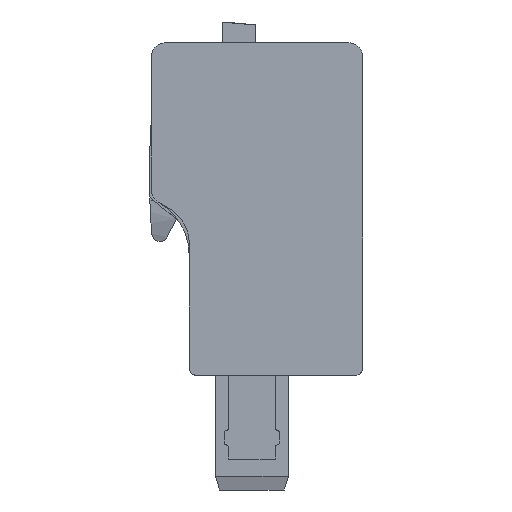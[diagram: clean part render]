
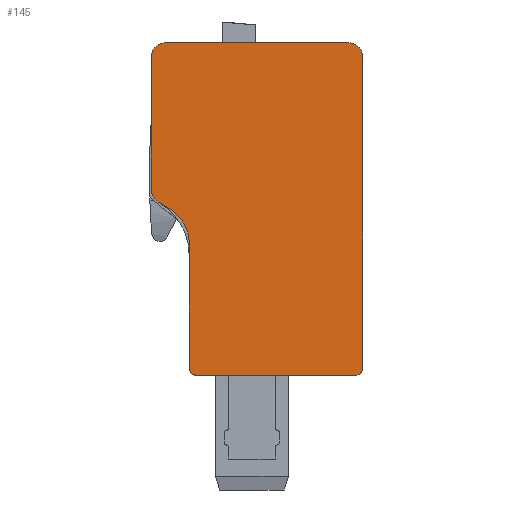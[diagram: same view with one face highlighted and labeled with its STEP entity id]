
A CAD part, left-side view. The second image highlights one B-rep face of the part: STEP entity #145.
In plain terms, the highlighted planar face has unit normal (-1, 0, 0).
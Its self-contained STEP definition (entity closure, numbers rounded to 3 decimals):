
#34=AXIS2_PLACEMENT_3D('Plane Axis2P3D',#31,#32,#33) ;
#31=CARTESIAN_POINT('Axis2P3D Location',(0.,22.3,-9.2)) ;
#36=CARTESIAN_POINT('Line Origine',(0.,7.925,0.)) ;
#40=CARTESIAN_POINT('Vertex',(0.,12.35,0.)) ;
#42=CARTESIAN_POINT('Vertex',(0.,0.75,0.)) ;
#46=CARTESIAN_POINT('Control Point',(0.,0.75,0.)) ;
#47=CARTESIAN_POINT('Control Point',(0.,0.554,0.)) ;
#48=CARTESIAN_POINT('Control Point',(0.,0.355,0.105)) ;
#49=CARTESIAN_POINT('Control Point',(0.,0.25,0.304)) ;
#50=CARTESIAN_POINT('Control Point',(0.,0.25,0.5)) ;
#51=CARTESIAN_POINT('Vertex',(0.,0.25,0.5)) ;
#54=CARTESIAN_POINT('Line Origine',(0.,0.25,11.325)) ;
#58=CARTESIAN_POINT('Vertex',(0.,0.25,23.15)) ;
#62=CARTESIAN_POINT('Control Point',(0.,0.25,23.15)) ;
#63=CARTESIAN_POINT('Control Point',(0.,0.25,23.543)) ;
#64=CARTESIAN_POINT('Control Point',(0.,0.46,23.94)) ;
#65=CARTESIAN_POINT('Control Point',(0.,0.857,24.15)) ;
#66=CARTESIAN_POINT('Control Point',(0.,1.25,24.15)) ;
#67=CARTESIAN_POINT('Vertex',(0.,1.25,24.15)) ;
#70=CARTESIAN_POINT('Line Origine',(0.,7.925,24.15)) ;
#74=CARTESIAN_POINT('Vertex',(0.,14.6,24.15)) ;
#78=CARTESIAN_POINT('Control Point',(0.,14.6,24.15)) ;
#79=CARTESIAN_POINT('Control Point',(0.,14.992,24.15)) ;
#80=CARTESIAN_POINT('Control Point',(0.,15.388,23.942)) ;
#81=CARTESIAN_POINT('Control Point',(0.,15.598,23.546)) ;
#82=CARTESIAN_POINT('Control Point',(0.,15.6,23.154)) ;
#83=CARTESIAN_POINT('Vertex',(0.,15.6,23.154)) ;
#86=CARTESIAN_POINT('Line Origine',(0.,15.6,11.325)) ;
#90=CARTESIAN_POINT('Vertex',(0.,15.6,13.447)) ;
#94=CARTESIAN_POINT('Control Point',(0.,15.6,13.447)) ;
#95=CARTESIAN_POINT('Control Point',(0.,15.6,13.185)) ;
#96=CARTESIAN_POINT('Control Point',(0.,15.508,12.923)) ;
#97=CARTESIAN_POINT('Control Point',(0.,15.327,12.712)) ;
#98=CARTESIAN_POINT('Control Point',(0.,15.1,12.581)) ;
#99=CARTESIAN_POINT('Vertex',(0.,15.1,12.581)) ;
#103=CARTESIAN_POINT('Control Point',(0.,15.1,12.581)) ;
#104=CARTESIAN_POINT('Control Point',(0.,14.35,12.148)) ;
#105=CARTESIAN_POINT('Vertex',(0.,14.35,12.148)) ;
#109=CARTESIAN_POINT('Control Point',(0.,12.85,9.55)) ;
#110=CARTESIAN_POINT('Control Point',(0.,12.85,10.335)) ;
#111=CARTESIAN_POINT('Control Point',(0.,13.125,11.123)) ;
#112=CARTESIAN_POINT('Control Point',(0.,13.67,11.755)) ;
#113=CARTESIAN_POINT('Control Point',(0.,14.35,12.148)) ;
#114=CARTESIAN_POINT('Vertex',(0.,12.85,9.55)) ;
#117=CARTESIAN_POINT('Line Origine',(0.,12.85,11.325)) ;
#121=CARTESIAN_POINT('Vertex',(0.,12.85,0.5)) ;
#125=CARTESIAN_POINT('Control Point',(0.,12.85,0.5)) ;
#126=CARTESIAN_POINT('Control Point',(0.,12.85,0.304)) ;
#127=CARTESIAN_POINT('Control Point',(0.,12.745,0.105)) ;
#128=CARTESIAN_POINT('Control Point',(0.,12.546,0.)) ;
#129=CARTESIAN_POINT('Control Point',(0.,12.35,0.)) ;
#32=DIRECTION('Axis2P3D Direction',(-1.,0.,0.)) ;
#33=DIRECTION('Axis2P3D XDirection',(0.,-1.,0.)) ;
#37=DIRECTION('Vector Direction',(0.,-1.,0.)) ;
#55=DIRECTION('Vector Direction',(0.,0.,1.)) ;
#71=DIRECTION('Vector Direction',(0.,-1.,0.)) ;
#87=DIRECTION('Vector Direction',(0.,0.,1.)) ;
#118=DIRECTION('Vector Direction',(0.,0.,1.)) ;
#38=VECTOR('Line Direction',#37,1.) ;
#56=VECTOR('Line Direction',#55,1.) ;
#72=VECTOR('Line Direction',#71,1.) ;
#88=VECTOR('Line Direction',#87,1.) ;
#119=VECTOR('Line Direction',#118,1.) ;
#132=ORIENTED_EDGE('',*,*,#44,.T.) ;
#133=ORIENTED_EDGE('',*,*,#53,.T.) ;
#134=ORIENTED_EDGE('',*,*,#60,.T.) ;
#135=ORIENTED_EDGE('',*,*,#69,.T.) ;
#136=ORIENTED_EDGE('',*,*,#76,.T.) ;
#137=ORIENTED_EDGE('',*,*,#85,.T.) ;
#138=ORIENTED_EDGE('',*,*,#92,.F.) ;
#139=ORIENTED_EDGE('',*,*,#101,.T.) ;
#140=ORIENTED_EDGE('',*,*,#107,.T.) ;
#141=ORIENTED_EDGE('',*,*,#116,.F.) ;
#142=ORIENTED_EDGE('',*,*,#123,.F.) ;
#143=ORIENTED_EDGE('',*,*,#130,.T.) ;
#145=ADVANCED_FACE('2741030000.1\\CVPL-MPS-5-H.1\\Gesamtk\X2\00F6\X0\rper',(#144),#35,.T.) ;
#45=B_SPLINE_CURVE_WITH_KNOTS('',4,(#46,#47,#48,#49,#50),.UNSPECIFIED.,.F.,.U.,(5,5),(2.356,3.142),.UNSPECIFIED.) ;
#61=B_SPLINE_CURVE_WITH_KNOTS('',4,(#62,#63,#64,#65,#66),.UNSPECIFIED.,.F.,.U.,(5,5),(0.,1.571),.UNSPECIFIED.) ;
#77=B_SPLINE_CURVE_WITH_KNOTS('',4,(#78,#79,#80,#81,#82),.UNSPECIFIED.,.F.,.U.,(5,5),(1.571,3.137),.UNSPECIFIED.) ;
#93=B_SPLINE_CURVE_WITH_KNOTS('',4,(#94,#95,#96,#97,#98),.UNSPECIFIED.,.F.,.U.,(5,5),(3.142,4.189),.UNSPECIFIED.) ;
#102=B_SPLINE_CURVE_WITH_KNOTS('',1,(#103,#104),.UNSPECIFIED.,.F.,.U.,(2,2),(-0.433,0.433),.UNSPECIFIED.) ;
#108=B_SPLINE_CURVE_WITH_KNOTS('',4,(#109,#110,#111,#112,#113),.UNSPECIFIED.,.F.,.U.,(5,5),(0.,3.142),.UNSPECIFIED.) ;
#124=B_SPLINE_CURVE_WITH_KNOTS('',4,(#125,#126,#127,#128,#129),.UNSPECIFIED.,.F.,.U.,(5,5),(1.571,2.356),.UNSPECIFIED.) ;
#44=EDGE_CURVE('',#41,#43,#39,.T.) ;
#53=EDGE_CURVE('',#43,#52,#45,.T.) ;
#60=EDGE_CURVE('',#52,#59,#57,.T.) ;
#69=EDGE_CURVE('',#59,#68,#61,.T.) ;
#76=EDGE_CURVE('',#68,#75,#73,.F.) ;
#85=EDGE_CURVE('',#75,#84,#77,.T.) ;
#92=EDGE_CURVE('',#91,#84,#89,.T.) ;
#101=EDGE_CURVE('',#91,#100,#93,.T.) ;
#107=EDGE_CURVE('',#100,#106,#102,.T.) ;
#116=EDGE_CURVE('',#115,#106,#108,.T.) ;
#123=EDGE_CURVE('',#122,#115,#120,.T.) ;
#130=EDGE_CURVE('',#122,#41,#124,.T.) ;
#131=EDGE_LOOP('',(#132,#133,#134,#135,#136,#137,#138,#139,#140,#141,#142,#143)) ;
#144=FACE_OUTER_BOUND('',#131,.T.) ;
#39=LINE('Line',#36,#38) ;
#57=LINE('Line',#54,#56) ;
#73=LINE('Line',#70,#72) ;
#89=LINE('Line',#86,#88) ;
#120=LINE('Line',#117,#119) ;
#35=PLANE('',#34) ;
#41=VERTEX_POINT('',#40) ;
#43=VERTEX_POINT('',#42) ;
#52=VERTEX_POINT('',#51) ;
#59=VERTEX_POINT('',#58) ;
#68=VERTEX_POINT('',#67) ;
#75=VERTEX_POINT('',#74) ;
#84=VERTEX_POINT('',#83) ;
#91=VERTEX_POINT('',#90) ;
#100=VERTEX_POINT('',#99) ;
#106=VERTEX_POINT('',#105) ;
#115=VERTEX_POINT('',#114) ;
#122=VERTEX_POINT('',#121) ;
